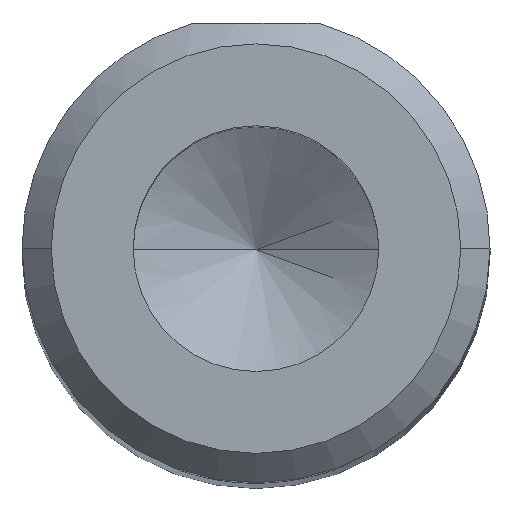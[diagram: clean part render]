
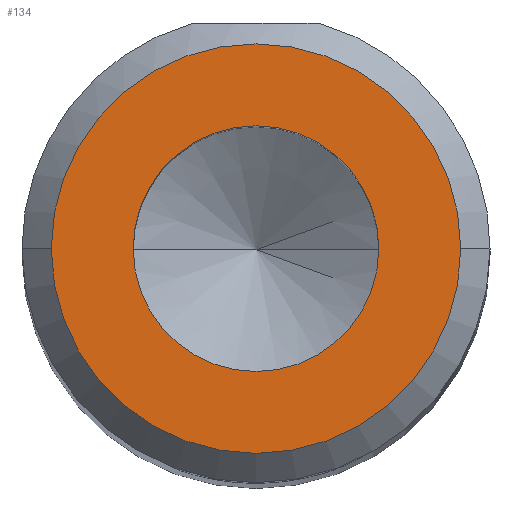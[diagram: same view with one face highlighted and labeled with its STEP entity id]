
A CAD part, top view. The second image highlights one B-rep face of the part: STEP entity #134.
In plain terms, the highlighted planar face has unit normal (0, 0, 1).
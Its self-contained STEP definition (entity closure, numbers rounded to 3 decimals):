
#59 = DIRECTION ( 'NONE',  ( 0., 0., 1. ) ) ;
#66 = DIRECTION ( 'NONE',  ( 1., 0., 0. ) ) ;
#67 = AXIS2_PLACEMENT_3D ( 'NONE', #859, #285, #960 ) ;
#81 = VERTEX_POINT ( 'NONE', #594 ) ;
#106 = VERTEX_POINT ( 'NONE', #831 ) ;
#111 = CIRCLE ( 'NONE', #1038, 3.5 ) ;
#116 = VERTEX_POINT ( 'NONE', #1073 ) ;
#134 = ADVANCED_FACE ( 'NONE', ( #787, #276 ), #1229, .T. ) ;
#212 = DIRECTION ( 'NONE',  ( 0., 0., 1. ) ) ;
#236 = AXIS2_PLACEMENT_3D ( 'NONE', #1046, #454, #1145 ) ;
#276 = FACE_BOUND ( 'NONE', #1212, .T. ) ;
#285 = DIRECTION ( 'NONE',  ( 0., 0., 1. ) ) ;
#317 = VERTEX_POINT ( 'NONE', #746 ) ;
#385 = AXIS2_PLACEMENT_3D ( 'NONE', #634, #59, #729 ) ;
#454 = DIRECTION ( 'NONE',  ( 0., 0., 1. ) ) ;
#491 = CIRCLE ( 'NONE', #67, 2.1 ) ;
#594 = CARTESIAN_POINT ( 'NONE',  ( 3.5, 0., 30. ) ) ;
#634 = CARTESIAN_POINT ( 'NONE',  ( 0., 0., 30. ) ) ;
#640 = DIRECTION ( 'NONE',  ( 0., 0., 1. ) ) ;
#729 = DIRECTION ( 'NONE',  ( 1., 0., 0. ) ) ;
#746 = CARTESIAN_POINT ( 'NONE',  ( -2.1, 0., 30. ) ) ;
#770 = EDGE_CURVE ( 'NONE', #81, #116, #111, .T. ) ;
#777 = CARTESIAN_POINT ( 'NONE',  ( 0., 0., 30. ) ) ;
#787 = FACE_OUTER_BOUND ( 'NONE', #1031, .T. ) ;
#823 = EDGE_CURVE ( 'NONE', #317, #106, #491, .T. ) ;
#831 = CARTESIAN_POINT ( 'NONE',  ( 2.1, 0., 30. ) ) ;
#844 = ORIENTED_EDGE ( 'NONE', *, *, #770, .T. ) ;
#851 = CIRCLE ( 'NONE', #236, 2.1 ) ;
#859 = CARTESIAN_POINT ( 'NONE',  ( 0., 0., 30. ) ) ;
#861 = ORIENTED_EDGE ( 'NONE', *, *, #1104, .F. ) ;
#878 = DIRECTION ( 'NONE',  ( 1., 0., 0. ) ) ;
#960 = DIRECTION ( 'NONE',  ( 1., 0., 0. ) ) ;
#1031 = EDGE_LOOP ( 'NONE', ( #1039, #844 ) ) ;
#1038 = AXIS2_PLACEMENT_3D ( 'NONE', #777, #212, #878 ) ;
#1039 = ORIENTED_EDGE ( 'NONE', *, *, #1096, .T. ) ;
#1040 = AXIS2_PLACEMENT_3D ( 'NONE', #1240, #640, #66 ) ;
#1046 = CARTESIAN_POINT ( 'NONE',  ( 0., 0., 30. ) ) ;
#1073 = CARTESIAN_POINT ( 'NONE',  ( -3.5, 0., 30. ) ) ;
#1096 = EDGE_CURVE ( 'NONE', #116, #81, #1217, .T. ) ;
#1104 = EDGE_CURVE ( 'NONE', #106, #317, #851, .T. ) ;
#1129 = ORIENTED_EDGE ( 'NONE', *, *, #823, .F. ) ;
#1145 = DIRECTION ( 'NONE',  ( 1., 0., 0. ) ) ;
#1212 = EDGE_LOOP ( 'NONE', ( #861, #1129 ) ) ;
#1217 = CIRCLE ( 'NONE', #1040, 3.5 ) ;
#1229 = PLANE ( 'NONE',  #385 ) ;
#1240 = CARTESIAN_POINT ( 'NONE',  ( 0., 0., 30. ) ) ;
